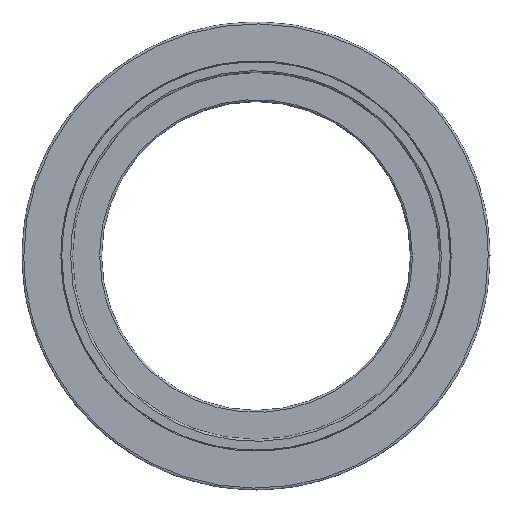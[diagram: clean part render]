
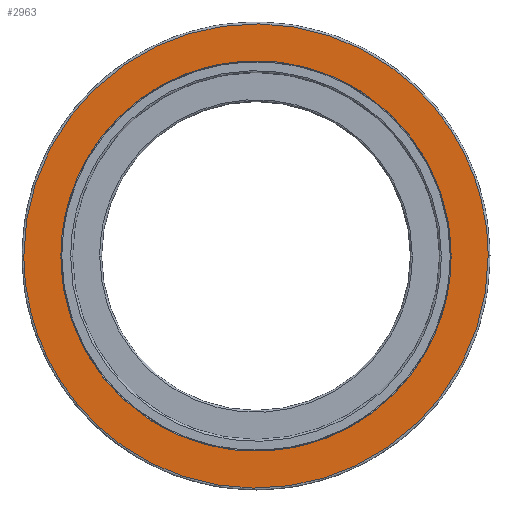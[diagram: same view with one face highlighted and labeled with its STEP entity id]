
A CAD part, left-side view. The second image highlights one B-rep face of the part: STEP entity #2963.
In plain terms, the highlighted planar face has unit normal (-1, 0, 0).
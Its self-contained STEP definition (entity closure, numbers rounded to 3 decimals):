
#402 = VERTEX_POINT ( 'NONE', #730 ) ;
#730 = CARTESIAN_POINT ( 'NONE',  ( 0., -248., 0. ) ) ;
#971 = EDGE_CURVE ( 'NONE', #5256, #6527, #4477, .T. ) ;
#1387 = CARTESIAN_POINT ( 'NONE',  ( 0., -208.5, 0. ) ) ;
#1514 = EDGE_LOOP ( 'NONE', ( #9038, #8928 ) ) ;
#1569 =( BOUNDED_CURVE ( )  B_SPLINE_CURVE ( 3, ( #6873, #14277, #10602, #2960 ),
 .UNSPECIFIED., .F., .F. ) 
 B_SPLINE_CURVE_WITH_KNOTS ( ( 4, 4 ),
 ( 0., 1. ),
 .UNSPECIFIED. ) 
 CURVE ( )  GEOMETRIC_REPRESENTATION_ITEM ( )  RATIONAL_B_SPLINE_CURVE ( ( 1., 0.333, 0.333, 1. ) ) 
 REPRESENTATION_ITEM ( '' )  );
#2191 = EDGE_CURVE ( 'NONE', #402, #9563, #1569, .T. ) ;
#2418 = CARTESIAN_POINT ( 'NONE',  ( 0., 208.5, -417. ) ) ;
#2423 = CARTESIAN_POINT ( 'NONE',  ( 0., -208.5, 417. ) ) ;
#2634 = AXIS2_PLACEMENT_3D ( 'NONE', #13317, #4768, #8673 ) ;
#2960 = CARTESIAN_POINT ( 'NONE',  ( 0., 248., 0. ) ) ;
#2963 = ADVANCED_FACE ( 'NONE', ( #4920, #13474 ), #10868, .F. ) ;
#3171 = CARTESIAN_POINT ( 'NONE',  ( 0., 248., 496. ) ) ;
#3674 = CARTESIAN_POINT ( 'NONE',  ( 0., 248., 0. ) ) ;
#3821 = EDGE_CURVE ( 'NONE', #9563, #402, #15594, .T. ) ;
#3926 = CARTESIAN_POINT ( 'NONE',  ( 0., -248., 0. ) ) ;
#4475 = CARTESIAN_POINT ( 'NONE',  ( 0., -248., 496. ) ) ;
#4477 =( BOUNDED_CURVE ( )  B_SPLINE_CURVE ( 3, ( #10069, #2418, #7393, #12343 ),
 .UNSPECIFIED., .F., .F. ) 
 B_SPLINE_CURVE_WITH_KNOTS ( ( 4, 4 ),
 ( 0., 1. ),
 .UNSPECIFIED. ) 
 CURVE ( )  GEOMETRIC_REPRESENTATION_ITEM ( )  RATIONAL_B_SPLINE_CURVE ( ( 1., 0.333, 0.333, 1. ) ) 
 REPRESENTATION_ITEM ( '' )  );
#4768 = DIRECTION ( 'NONE',  ( 1., 0., 0. ) ) ;
#4920 = FACE_BOUND ( 'NONE', #7695, .T. ) ;
#5244 = ORIENTED_EDGE ( 'NONE', *, *, #971, .F. ) ;
#5256 = VERTEX_POINT ( 'NONE', #11012 ) ;
#5709 = CARTESIAN_POINT ( 'NONE',  ( 0., 248., 0. ) ) ;
#6527 = VERTEX_POINT ( 'NONE', #1387 ) ;
#6873 = CARTESIAN_POINT ( 'NONE',  ( 0., -248., 0. ) ) ;
#7393 = CARTESIAN_POINT ( 'NONE',  ( 0., -208.5, -417. ) ) ;
#7695 = EDGE_LOOP ( 'NONE', ( #5244, #8979 ) ) ;
#7773 = EDGE_CURVE ( 'NONE', #6527, #5256, #14472, .T. ) ;
#8673 = DIRECTION ( 'NONE',  ( 0., 0., -1. ) ) ;
#8928 = ORIENTED_EDGE ( 'NONE', *, *, #2191, .F. ) ;
#8979 = ORIENTED_EDGE ( 'NONE', *, *, #7773, .F. ) ;
#9038 = ORIENTED_EDGE ( 'NONE', *, *, #3821, .F. ) ;
#9563 = VERTEX_POINT ( 'NONE', #3674 ) ;
#9994 = CARTESIAN_POINT ( 'NONE',  ( 0., -208.5, 0. ) ) ;
#10069 = CARTESIAN_POINT ( 'NONE',  ( 0., 208.5, 0. ) ) ;
#10602 = CARTESIAN_POINT ( 'NONE',  ( 0., 248., -496. ) ) ;
#10868 = PLANE ( 'NONE',  #2634 ) ;
#11012 = CARTESIAN_POINT ( 'NONE',  ( 0., 208.5, 0. ) ) ;
#11281 = CARTESIAN_POINT ( 'NONE',  ( 0., 208.5, 417. ) ) ;
#12343 = CARTESIAN_POINT ( 'NONE',  ( 0., -208.5, 0. ) ) ;
#12349 = CARTESIAN_POINT ( 'NONE',  ( 0., 208.5, 0. ) ) ;
#13317 = CARTESIAN_POINT ( 'NONE',  ( 0., 0., 0. ) ) ;
#13474 = FACE_OUTER_BOUND ( 'NONE', #1514, .T. ) ;
#14277 = CARTESIAN_POINT ( 'NONE',  ( 0., -248., -496. ) ) ;
#14472 =( BOUNDED_CURVE ( )  B_SPLINE_CURVE ( 3, ( #9994, #2423, #11281, #12349 ),
 .UNSPECIFIED., .F., .F. ) 
 B_SPLINE_CURVE_WITH_KNOTS ( ( 4, 4 ),
 ( 0., 1. ),
 .UNSPECIFIED. ) 
 CURVE ( )  GEOMETRIC_REPRESENTATION_ITEM ( )  RATIONAL_B_SPLINE_CURVE ( ( 1., 0.333, 0.333, 1. ) ) 
 REPRESENTATION_ITEM ( '' )  );
#15594 =( BOUNDED_CURVE ( )  B_SPLINE_CURVE ( 3, ( #5709, #3171, #4475, #3926 ),
 .UNSPECIFIED., .F., .F. ) 
 B_SPLINE_CURVE_WITH_KNOTS ( ( 4, 4 ),
 ( 0., 1. ),
 .UNSPECIFIED. ) 
 CURVE ( )  GEOMETRIC_REPRESENTATION_ITEM ( )  RATIONAL_B_SPLINE_CURVE ( ( 1., 0.333, 0.333, 1. ) ) 
 REPRESENTATION_ITEM ( '' )  );
